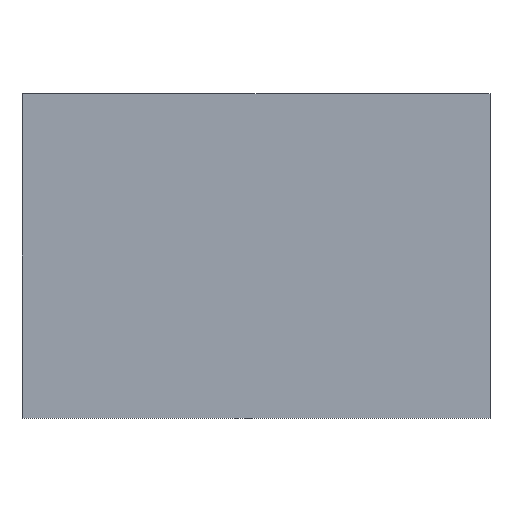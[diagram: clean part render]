
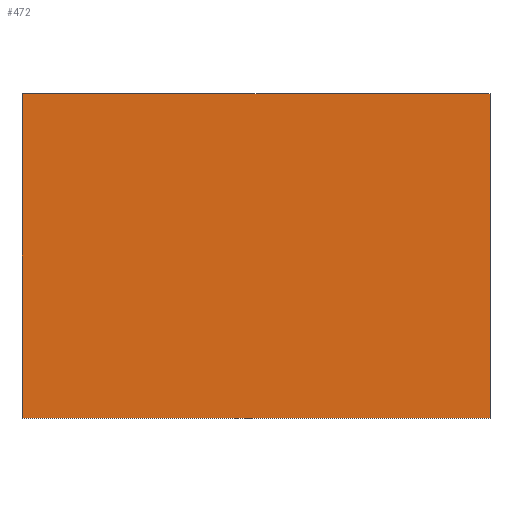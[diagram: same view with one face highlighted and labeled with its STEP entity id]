
A CAD part, front view. The second image highlights one B-rep face of the part: STEP entity #472.
In plain terms, the highlighted planar face has unit normal (0, -1, 0).
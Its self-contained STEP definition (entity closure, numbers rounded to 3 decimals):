
#26=FACE_OUTER_BOUND('',#50,.T.);
#50=EDGE_LOOP('',(#367,#368,#369,#370));
#109=LINE('',#736,#175);
#110=LINE('',#738,#176);
#111=LINE('',#740,#177);
#112=LINE('',#741,#178);
#175=VECTOR('',#595,10.);
#176=VECTOR('',#596,10.);
#177=VECTOR('',#597,10.);
#178=VECTOR('',#598,10.);
#231=VERTEX_POINT('',#734);
#232=VERTEX_POINT('',#735);
#233=VERTEX_POINT('',#737);
#234=VERTEX_POINT('',#739);
#285=EDGE_CURVE('',#231,#232,#109,.T.);
#286=EDGE_CURVE('',#233,#231,#110,.T.);
#287=EDGE_CURVE('',#234,#233,#111,.T.);
#288=EDGE_CURVE('',#232,#234,#112,.T.);
#367=ORIENTED_EDGE('',*,*,#285,.F.);
#368=ORIENTED_EDGE('',*,*,#286,.F.);
#369=ORIENTED_EDGE('',*,*,#287,.F.);
#370=ORIENTED_EDGE('',*,*,#288,.F.);
#448=PLANE('',#510);
#472=ADVANCED_FACE('',(#26),#448,.F.);
#510=AXIS2_PLACEMENT_3D('',#733,#593,#594);
#593=DIRECTION('center_axis',(0.,1.,0.));
#594=DIRECTION('ref_axis',(0.,0.,1.));
#595=DIRECTION('',(-1.,0.,0.));
#596=DIRECTION('',(0.,0.,-1.));
#597=DIRECTION('',(1.,0.,0.));
#598=DIRECTION('',(0.,0.,1.));
#733=CARTESIAN_POINT('Origin',(0.,0.,0.));
#734=CARTESIAN_POINT('',(11.265,0.,-7.8));
#735=CARTESIAN_POINT('',(-11.265,0.,-7.8));
#736=CARTESIAN_POINT('',(5.633,0.,-7.8));
#737=CARTESIAN_POINT('',(11.265,0.,7.8));
#738=CARTESIAN_POINT('',(11.265,0.,3.9));
#739=CARTESIAN_POINT('',(-11.265,0.,7.8));
#740=CARTESIAN_POINT('',(-5.633,0.,7.8));
#741=CARTESIAN_POINT('',(-11.265,0.,-3.9));
